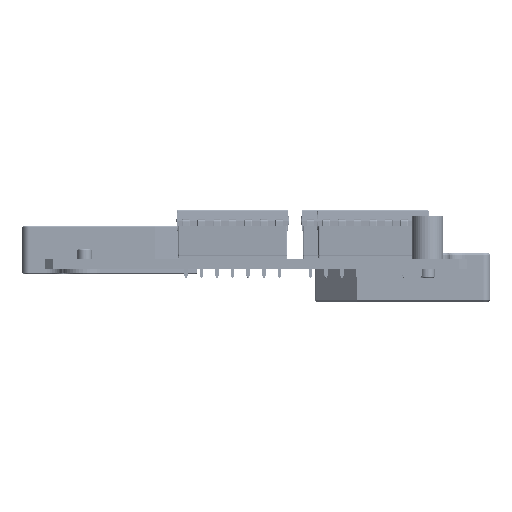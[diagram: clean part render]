
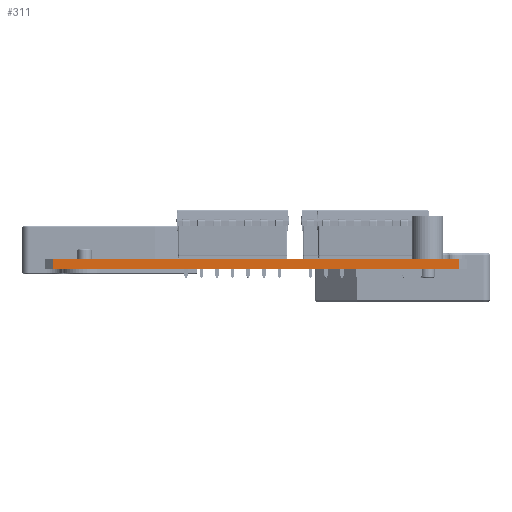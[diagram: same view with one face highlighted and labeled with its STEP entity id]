
A CAD part, left-side view. The second image highlights one B-rep face of the part: STEP entity #311.
In plain terms, the highlighted planar face has unit normal (-1, 0, 0).
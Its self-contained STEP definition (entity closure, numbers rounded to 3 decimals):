
#89 = EDGE_CURVE('',#90,#92,#94,.T.);
#90 = VERTEX_POINT('',#91);
#91 = CARTESIAN_POINT('',(25.4,92.71,0.));
#92 = VERTEX_POINT('',#93);
#93 = CARTESIAN_POINT('',(25.4,92.71,1.619));
#94 = LINE('',#95,#96);
#95 = CARTESIAN_POINT('',(25.4,92.71,0.));
#96 = VECTOR('',#97,1.);
#97 = DIRECTION('',(0.,0.,1.));
#286 = VERTEX_POINT('',#287);
#287 = CARTESIAN_POINT('',(25.4,26.67,1.619));
#293 = EDGE_CURVE('',#294,#286,#296,.T.);
#294 = VERTEX_POINT('',#295);
#295 = CARTESIAN_POINT('',(25.4,26.67,0.));
#296 = LINE('',#297,#298);
#297 = CARTESIAN_POINT('',(25.4,26.67,0.));
#298 = VECTOR('',#299,1.);
#299 = DIRECTION('',(0.,0.,1.));
#311 = ADVANCED_FACE('',(#312),#328,.T.);
#312 = FACE_BOUND('',#313,.T.);
#313 = EDGE_LOOP('',(#314,#315,#321,#322));
#314 = ORIENTED_EDGE('',*,*,#293,.T.);
#315 = ORIENTED_EDGE('',*,*,#316,.T.);
#316 = EDGE_CURVE('',#286,#92,#317,.T.);
#317 = LINE('',#318,#319);
#318 = CARTESIAN_POINT('',(25.4,26.67,1.619));
#319 = VECTOR('',#320,1.);
#320 = DIRECTION('',(0.,1.,0.));
#321 = ORIENTED_EDGE('',*,*,#89,.F.);
#322 = ORIENTED_EDGE('',*,*,#323,.F.);
#323 = EDGE_CURVE('',#294,#90,#324,.T.);
#324 = LINE('',#325,#326);
#325 = CARTESIAN_POINT('',(25.4,26.67,0.));
#326 = VECTOR('',#327,1.);
#327 = DIRECTION('',(0.,1.,0.));
#328 = PLANE('',#329);
#329 = AXIS2_PLACEMENT_3D('',#330,#331,#332);
#330 = CARTESIAN_POINT('',(25.4,26.67,0.));
#331 = DIRECTION('',(-1.,0.,0.));
#332 = DIRECTION('',(0.,1.,0.));
